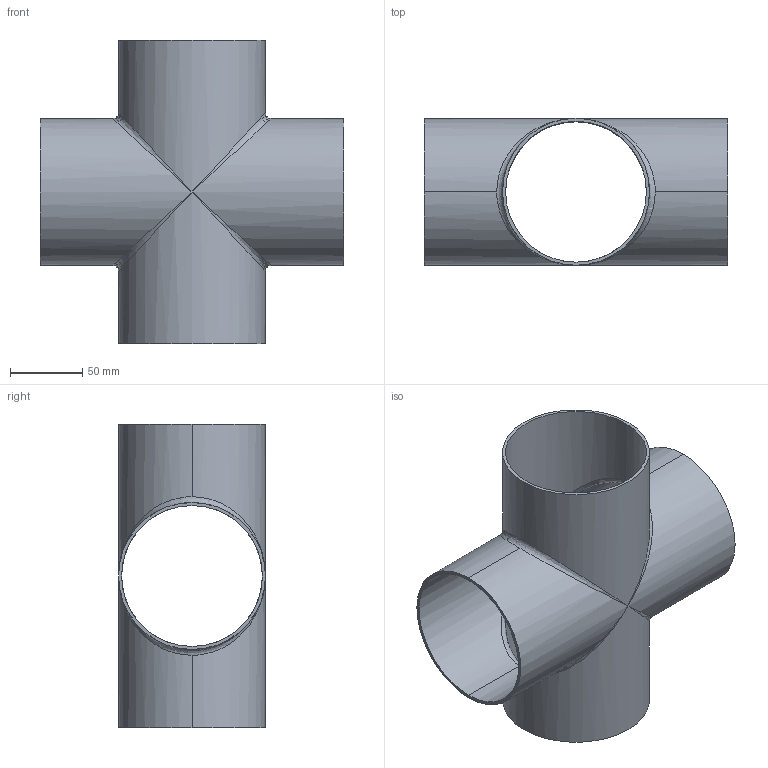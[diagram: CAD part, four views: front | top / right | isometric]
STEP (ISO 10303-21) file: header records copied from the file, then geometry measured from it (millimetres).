
FILE_DESCRIPTION (( 'STEP AP214' ), '1' );
FILE_NAME ('DT9C 101.6.STEP', '2014-02-12T02:13:20', ( '' ), ( '' ), 'SwSTEP 2.0', 'SolidWorks 2013', '' );
FILE_SCHEMA (( 'AUTOMOTIVE_DESIGN' ));
Length unit declared in the file: inch
Products named in the file (1): DT9C 101.6
Bounding box: 209.6 x 101.6 x 209.6 mm (x, y, z)
Volume: 191825.8 mm3; surface area: 184448.7 mm2
Topology: 1 solids, 1 shells, 28 faces, 80 edges, 36 vertices
Faces by surface type: cylinder 16, bspline 8, plane 4
Entity records: 1688 total; most frequent: CARTESIAN_POINT 1129, ORIENTED_EDGE 128, DIRECTION 90, EDGE_CURVE 64, AXIS2_PLACEMENT_3D 37, VERTEX_POINT 36, EDGE_LOOP 32, FACE_OUTER_BOUND 28
